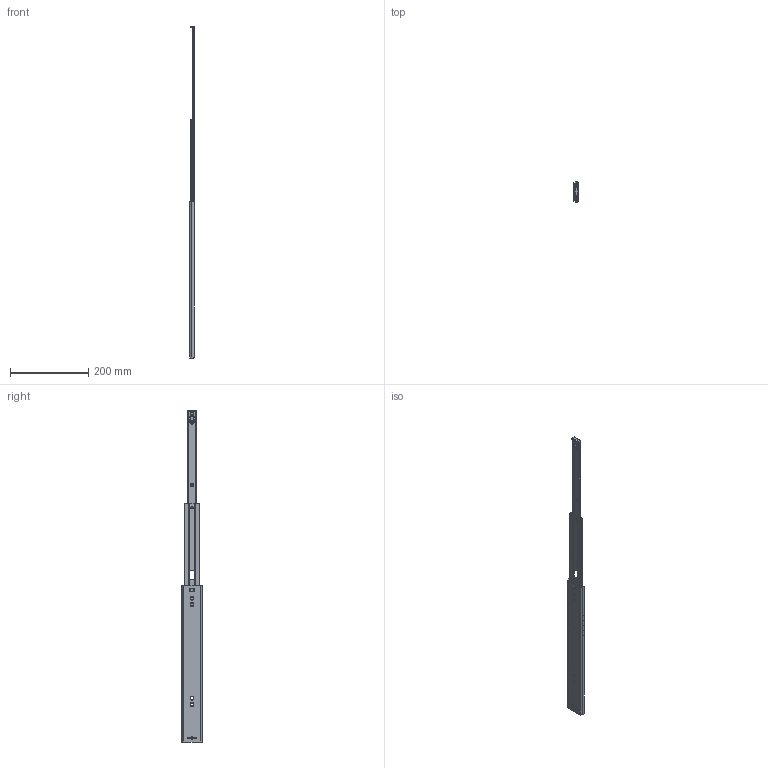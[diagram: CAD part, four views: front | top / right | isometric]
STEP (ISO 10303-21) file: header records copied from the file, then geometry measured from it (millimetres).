
FILE_DESCRIPTION(/* description */ ('Überauszug Serie 036 400x450'),/* implementation_level */ '2;1');
FILE_NAME(/* name */ '07000059003.stp',/* time_stamp */ '2020-06-22T09:43:32+02:00',/* author */ ('Dennis Bruder'),/* organization */ (''),/* preprocessor_version */ 'ST-DEVELOPER v18',/* originating_system */ 'Autodesk Inventor 2020',/* authorisation */ '');
FILE_SCHEMA (('AUTOMOTIVE_DESIGN { 1 0 10303 214 3 1 1 }'));
Products named in the file (1): 07000059003
Bounding box: 14.7 x 52.5 x 850 mm (x, y, z)
Volume: 118163.5 mm3; surface area: 175792.1 mm2
Topology: 55 solids, 55 shells, 2850 faces, 8451 edges, 5557 vertices
Faces by surface type: plane 1246, cylinder 753, cone 378, bspline 237, torus 190, sphere 46
Full cylindrical faces by diameter (mm): 1 x8, 1.5 x2, 3.5 x2, 4.5 x6, 4.6 x7, 5 x4, 5.5 x1, 5.9 x3, 6 x2, 8 x3, 8.2 x1
Entity records: 113602 total; most frequent: CARTESIAN_POINT 38240, ORIENTED_EDGE 16714, DIRECTION 13546, EDGE_CURVE 8357, VERTEX_POINT 5557, AXIS2_PLACEMENT_3D 4805, LINE 3936, VECTOR 3936
